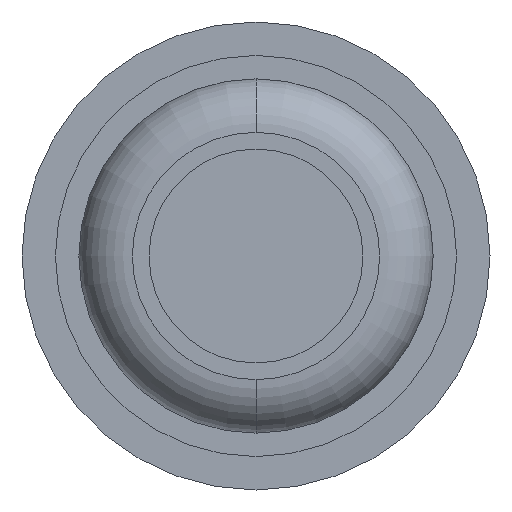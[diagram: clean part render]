
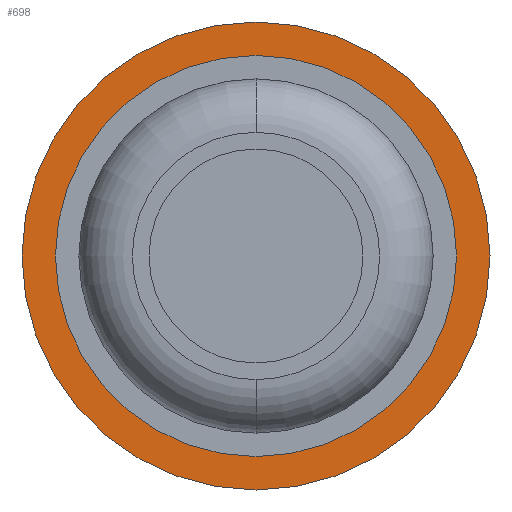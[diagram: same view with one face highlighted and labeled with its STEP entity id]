
A CAD part, front view. The second image highlights one B-rep face of the part: STEP entity #698.
In plain terms, the highlighted planar face has unit normal (0, -1, 0).
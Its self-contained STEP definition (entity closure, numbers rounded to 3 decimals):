
#31 = AXIS2_PLACEMENT_3D ( 'NONE', #1066, #2841, #523 ) ;
#32 = CARTESIAN_POINT ( 'NONE',  ( 0., -0.8, 0. ) ) ;
#184 = DIRECTION ( 'NONE',  ( 0., -1., 0. ) ) ;
#363 = CARTESIAN_POINT ( 'NONE',  ( 0., -0.8, 1.75 ) ) ;
#446 = PLANE ( 'NONE',  #2155 ) ;
#523 = DIRECTION ( 'NONE',  ( 0., 0., 1. ) ) ;
#562 = AXIS2_PLACEMENT_3D ( 'NONE', #32, #3160, #1839 ) ;
#587 = CIRCLE ( 'NONE', #1225, 1.75 ) ;
#604 = CARTESIAN_POINT ( 'NONE',  ( 0., -0.8, 0. ) ) ;
#646 = DIRECTION ( 'NONE',  ( 0., 0., 1. ) ) ;
#698 = ADVANCED_FACE ( 'Defeature ausgef�hrt1_6', ( #1445, #1686 ), #446, .T. ) ;
#708 = EDGE_CURVE ( 'Defeature ausgef�hrt1_6+Defeature ausgef�hrt1_5+Defeature ausgef�hrt1_5+Defeature ausgef�hrt1_5', #3062, #1300, #995, .T. ) ;
#814 = CIRCLE ( 'NONE', #562, 1.75 ) ;
#899 = AXIS2_PLACEMENT_3D ( 'NONE', #604, #2905, #1632 ) ;
#995 = CIRCLE ( 'NONE', #31, 1.5 ) ;
#1054 = EDGE_LOOP ( 'NONE', ( #2827, #2906 ) ) ;
#1066 = CARTESIAN_POINT ( 'NONE',  ( 0., -0.8, 0. ) ) ;
#1225 = AXIS2_PLACEMENT_3D ( 'NONE', #1969, #1982, #646 ) ;
#1300 = VERTEX_POINT ( 'NONE', #1846 ) ;
#1357 = EDGE_CURVE ( 'Defeature ausgef�hrt1_6+Defeature ausgef�hrt1_5+Defeature ausgef�hrt1_5+Defeature ausgef�hrt1_5', #1300, #3062, #2886, .T. ) ;
#1445 = FACE_BOUND ( 'NONE', #1054, .T. ) ;
#1463 = CARTESIAN_POINT ( 'NONE',  ( 0., -0.8, -1.5 ) ) ;
#1507 = CARTESIAN_POINT ( 'NONE',  ( -1.75, -0.8, 0. ) ) ;
#1632 = DIRECTION ( 'NONE',  ( 0., 0., 1. ) ) ;
#1686 = FACE_OUTER_BOUND ( 'NONE', #1910, .T. ) ;
#1776 = ORIENTED_EDGE ( 'NONE', *, *, #3361, .F. ) ;
#1839 = DIRECTION ( 'NONE',  ( 0., 0., 1. ) ) ;
#1846 = CARTESIAN_POINT ( 'NONE',  ( 0., -0.8, 1.5 ) ) ;
#1894 = VERTEX_POINT ( 'NONE', #363 ) ;
#1910 = EDGE_LOOP ( 'NONE', ( #1776, #3345 ) ) ;
#1969 = CARTESIAN_POINT ( 'NONE',  ( 0., -0.8, 0. ) ) ;
#1982 = DIRECTION ( 'NONE',  ( 0., 1., 0. ) ) ;
#1988 = EDGE_CURVE ( 'Defeature ausgef�hrt1_7+Defeature ausgef�hrt1_6+Defeature ausgef�hrt1_6+Defeature ausgef�hrt1_6', #3186, #1894, #587, .T. ) ;
#2008 = DIRECTION ( 'NONE',  ( 0., 0., -1. ) ) ;
#2030 = CARTESIAN_POINT ( 'NONE',  ( 0., -0.8, -1.75 ) ) ;
#2155 = AXIS2_PLACEMENT_3D ( 'NONE', #1507, #184, #2008 ) ;
#2827 = ORIENTED_EDGE ( 'NONE', *, *, #1357, .T. ) ;
#2841 = DIRECTION ( 'NONE',  ( 0., 1., 0. ) ) ;
#2886 = CIRCLE ( 'NONE', #899, 1.5 ) ;
#2905 = DIRECTION ( 'NONE',  ( 0., 1., 0. ) ) ;
#2906 = ORIENTED_EDGE ( 'NONE', *, *, #708, .T. ) ;
#3062 = VERTEX_POINT ( 'NONE', #1463 ) ;
#3160 = DIRECTION ( 'NONE',  ( 0., 1., 0. ) ) ;
#3186 = VERTEX_POINT ( 'NONE', #2030 ) ;
#3345 = ORIENTED_EDGE ( 'NONE', *, *, #1988, .F. ) ;
#3361 = EDGE_CURVE ( 'Defeature ausgef�hrt1_7+Defeature ausgef�hrt1_6+Defeature ausgef�hrt1_6+Defeature ausgef�hrt1_6', #1894, #3186, #814, .T. ) ;
